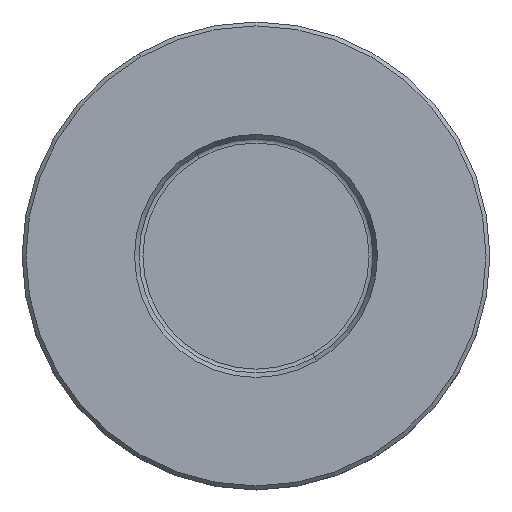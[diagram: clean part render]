
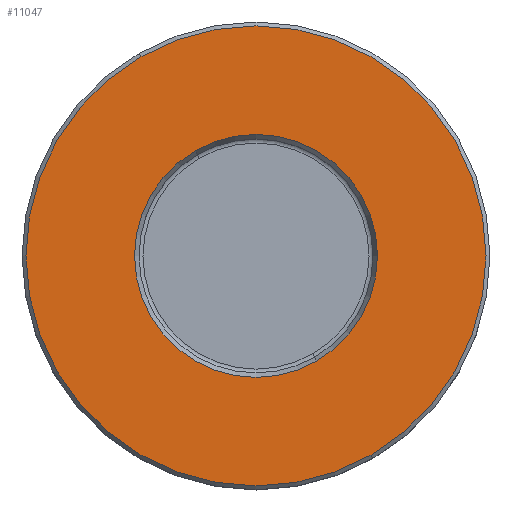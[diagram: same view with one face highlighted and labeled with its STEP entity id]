
A CAD part, top view. The second image highlights one B-rep face of the part: STEP entity #11047.
In plain terms, the highlighted planar face has unit normal (0, 0, 1).
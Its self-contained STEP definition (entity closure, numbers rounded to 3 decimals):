
#224=CARTESIAN_POINT('',(0.,0.,50.));
#225=DIRECTION('',(0.,0.,1.));
#226=DIRECTION('',(-0.5,0.866,0.));
#227=AXIS2_PLACEMENT_3D('',#224,#225,#226);
#232=CARTESIAN_POINT('',(0.,0.,50.));
#233=DIRECTION('',(0.,0.,-1.));
#234=DIRECTION('',(-0.5,0.866,0.));
#235=AXIS2_PLACEMENT_3D('',#232,#233,#234);
#254=CARTESIAN_POINT('',(0.,0.,50.));
#255=DIRECTION('',(0.,0.,-1.));
#256=DIRECTION('',(-0.5,0.866,0.));
#257=AXIS2_PLACEMENT_3D('',#254,#255,#256);
#262=CARTESIAN_POINT('',(0.,0.,50.));
#263=DIRECTION('',(0.,0.,1.));
#264=DIRECTION('',(-0.5,0.866,0.));
#265=AXIS2_PLACEMENT_3D('',#262,#263,#264);
#10743=CARTESIAN_POINT('',(-7.789,13.49,50.));
#10744=VERTEX_POINT('',#10743);
#10745=CARTESIAN_POINT('',(-14.75,25.548,50.));
#10747=VERTEX_POINT('',#10745);
#10803=CARTESIAN_POINT('',(7.789,-13.49,50.));
#10804=VERTEX_POINT('',#10803);
#10805=CARTESIAN_POINT('',(14.75,-25.548,50.));
#10807=VERTEX_POINT('',#10805);
#11032=CARTESIAN_POINT('',(0.,0.,50.));
#11033=DIRECTION('',(0.,0.,1.));
#11034=DIRECTION('',(0.5,-0.866,0.));
#11035=AXIS2_PLACEMENT_3D('',#11032,#11033,#11034);
#11036=PLANE('',#11035);
#11038=ORIENTED_EDGE('',*,*,#11037,.T.);
#11040=ORIENTED_EDGE('',*,*,#11039,.F.);
#11041=EDGE_LOOP('',(#11038,#11040));
#11042=FACE_OUTER_BOUND('',#11041,.F.);
#11043=ORIENTED_EDGE('',*,*,#11014,.T.);
#11044=ORIENTED_EDGE('',*,*,#11025,.F.);
#11045=EDGE_LOOP('',(#11043,#11044));
#11046=FACE_BOUND('',#11045,.F.);
#11047=ADVANCED_FACE('',(#11042,#11046),#11036,.T.);
#228=CIRCLE('',#227,15.577);
#236=CIRCLE('',#235,15.577);
#258=CIRCLE('',#257,29.5);
#266=CIRCLE('',#265,29.5);
#11014=EDGE_CURVE('',#10744,#10804,#228,.T.);
#11025=EDGE_CURVE('',#10744,#10804,#236,.T.);
#11037=EDGE_CURVE('',#10747,#10807,#258,.T.);
#11039=EDGE_CURVE('',#10747,#10807,#266,.T.);
